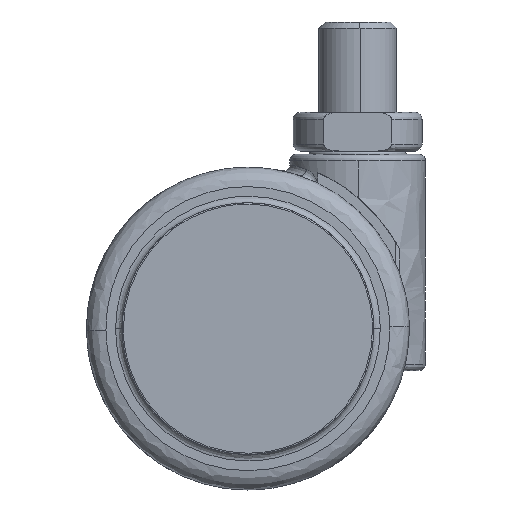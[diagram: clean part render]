
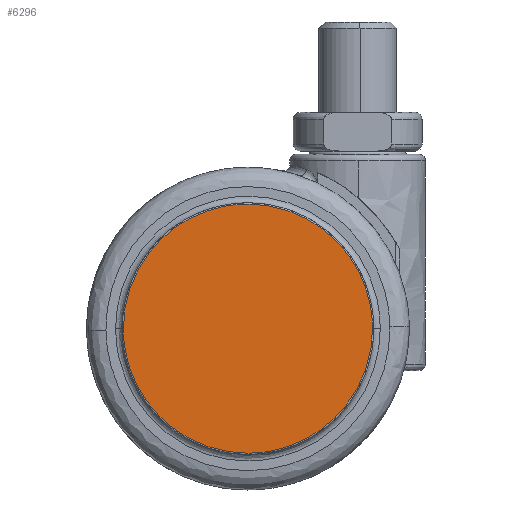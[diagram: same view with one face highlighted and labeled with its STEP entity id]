
A CAD part, front view. The second image highlights one B-rep face of the part: STEP entity #6296.
In plain terms, the highlighted free-form (B-spline) face has degree [1, 1] with [2, 2] control points.
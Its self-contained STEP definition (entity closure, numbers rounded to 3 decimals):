
#6158=CARTESIAN_POINT('',(-19.3,-21.6,0.));
#6159=VERTEX_POINT('',#6158);
#6173=CARTESIAN_POINT('',(0.0,-21.6,19.3));
#6174=VERTEX_POINT('',#6173);
#6175=CARTESIAN_POINT('',(-19.3,-21.6,0.));
#6176=CARTESIAN_POINT('',(-19.3,-21.6,19.3));
#6177=CARTESIAN_POINT('',(0.0,-21.6,19.3));
#6185=(BOUNDED_CURVE()B_SPLINE_CURVE(2,(#6175,#6176,#6177),.UNSPECIFIED.,.F.,.U.)B_SPLINE_CURVE_WITH_KNOTS((3,3),(0.75,1.0),.UNSPECIFIED.)CURVE()GEOMETRIC_REPRESENTATION_ITEM()RATIONAL_B_SPLINE_CURVE((1.0,0.707,1.0))REPRESENTATION_ITEM(''));
#6186=EDGE_CURVE('',#6159,#6174,#6185,.T.);
#6188=CARTESIAN_POINT('',(19.3,-21.6,0.));
#6189=VERTEX_POINT('',#6188);
#6190=CARTESIAN_POINT('',(0.0,-21.6,19.3));
#6191=CARTESIAN_POINT('',(19.3,-21.6,19.3));
#6192=CARTESIAN_POINT('',(19.3,-21.6,0.));
#6200=(BOUNDED_CURVE()B_SPLINE_CURVE(2,(#6190,#6191,#6192),.UNSPECIFIED.,.F.,.U.)B_SPLINE_CURVE_WITH_KNOTS((3,3),(0.0,0.25),.UNSPECIFIED.)CURVE()GEOMETRIC_REPRESENTATION_ITEM()RATIONAL_B_SPLINE_CURVE((1.0,0.707,1.0))REPRESENTATION_ITEM(''));
#6201=EDGE_CURVE('',#6174,#6189,#6200,.T.);
#6253=CARTESIAN_POINT('',(0.0,-21.6,-19.3));
#6254=VERTEX_POINT('',#6253);
#6255=CARTESIAN_POINT('',(19.3,-21.6,0.));
#6256=CARTESIAN_POINT('',(19.3,-21.6,-19.3));
#6257=CARTESIAN_POINT('',(0.0,-21.6,-19.3));
#6265=(BOUNDED_CURVE()B_SPLINE_CURVE(2,(#6255,#6256,#6257),.UNSPECIFIED.,.F.,.U.)B_SPLINE_CURVE_WITH_KNOTS((3,3),(0.25,0.5),.UNSPECIFIED.)CURVE()GEOMETRIC_REPRESENTATION_ITEM()RATIONAL_B_SPLINE_CURVE((1.0,0.707,1.0))REPRESENTATION_ITEM(''));
#6266=EDGE_CURVE('',#6189,#6254,#6265,.T.);
#6268=CARTESIAN_POINT('',(0.0,-21.6,-19.3));
#6269=CARTESIAN_POINT('',(-19.3,-21.6,-19.3));
#6270=CARTESIAN_POINT('',(-19.3,-21.6,0.));
#6278=(BOUNDED_CURVE()B_SPLINE_CURVE(2,(#6268,#6269,#6270),.UNSPECIFIED.,.F.,.U.)B_SPLINE_CURVE_WITH_KNOTS((3,3),(0.5,0.75),.UNSPECIFIED.)CURVE()GEOMETRIC_REPRESENTATION_ITEM()RATIONAL_B_SPLINE_CURVE((1.0,0.707,1.0))REPRESENTATION_ITEM(''));
#6279=EDGE_CURVE('',#6254,#6159,#6278,.T.);
#6285=CARTESIAN_POINT('',(-21.228,-21.6,-21.228));
#6286=CARTESIAN_POINT('',(-21.228,-21.6,21.228));
#6287=CARTESIAN_POINT('',(21.228,-21.6,-21.228));
#6288=CARTESIAN_POINT('',(21.228,-21.6,21.228));
#6289=B_SPLINE_SURFACE_WITH_KNOTS('',1,1,((#6285,#6287),(#6286,#6288)),.UNSPECIFIED.,.F.,.F.,.U.,(2,2),(2,2),(0.0,42.456),(0.0,42.456),.UNSPECIFIED.);
#6290=ORIENTED_EDGE('',*,*,#6186,.F.);
#6291=ORIENTED_EDGE('',*,*,#6279,.F.);
#6292=ORIENTED_EDGE('',*,*,#6266,.F.);
#6293=ORIENTED_EDGE('',*,*,#6201,.F.);
#6294=EDGE_LOOP('',(#6290,#6291,#6292,#6293));
#6295=FACE_OUTER_BOUND('',#6294,.T.);
#6296=ADVANCED_FACE('',(#6295),#6289,.F.);
